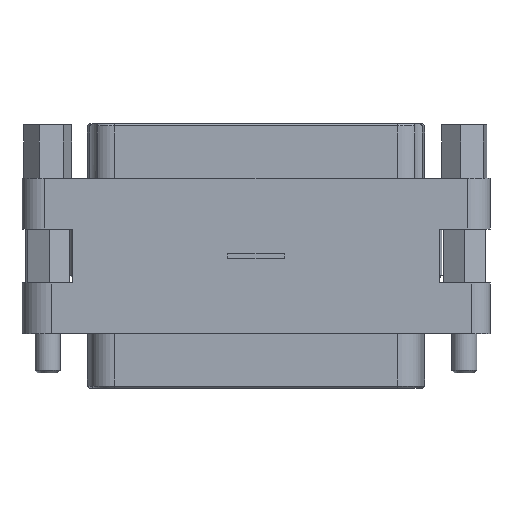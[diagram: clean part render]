
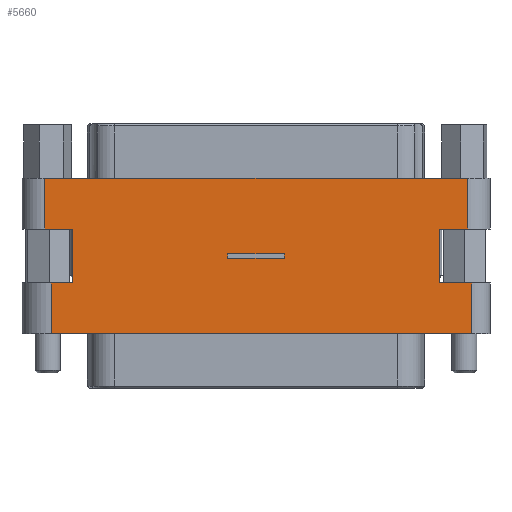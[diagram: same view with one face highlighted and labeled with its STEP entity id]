
A CAD part, front view. The second image highlights one B-rep face of the part: STEP entity #5660.
In plain terms, the highlighted planar face has unit normal (0, -1, 0).
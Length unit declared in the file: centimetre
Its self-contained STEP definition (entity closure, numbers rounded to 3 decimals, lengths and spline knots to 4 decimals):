
#395=VECTOR('',#6186,1.);
#412=VECTOR('',#6210,1.);
#473=VECTOR('',#6372,1.);
#554=VECTOR('',#6832,1.);
#562=VECTOR('',#6869,1.);
#569=VECTOR('',#6892,1.);
#572=VECTOR('',#6897,1.);
#593=VECTOR('',#7200,1.);
#597=VECTOR('',#7210,1.);
#599=VECTOR('',#7215,1.);
#600=VECTOR('',#7216,1.);
#601=VECTOR('',#7218,1.);
#602=VECTOR('',#7219,1.);
#603=VECTOR('',#7220,1.);
#688=LINE('',#7865,#395);
#705=LINE('',#7899,#412);
#766=LINE('',#8133,#473);
#847=LINE('',#8575,#554);
#855=LINE('',#8618,#562);
#862=LINE('',#8640,#569);
#865=LINE('',#8644,#572);
#886=LINE('',#8941,#593);
#890=LINE('',#8953,#597);
#892=LINE('',#8958,#599);
#893=LINE('',#8959,#600);
#894=LINE('',#8962,#601);
#895=LINE('',#8964,#602);
#896=LINE('',#8965,#603);
#1087=VERTEX_POINT('',#7864);
#1088=VERTEX_POINT('',#7866);
#1100=VERTEX_POINT('',#7900);
#1162=VERTEX_POINT('',#8134);
#1163=VERTEX_POINT('',#8135);
#1308=VERTEX_POINT('',#8574);
#1309=VERTEX_POINT('',#8576);
#1318=VERTEX_POINT('',#8594);
#1319=VERTEX_POINT('',#8595);
#1328=VERTEX_POINT('',#8617);
#1329=VERTEX_POINT('',#8619);
#1424=VERTEX_POINT('',#8940);
#1429=VERTEX_POINT('',#8952);
#1430=VERTEX_POINT('',#8960);
#1431=VERTEX_POINT('',#8963);
#1432=VERTEX_POINT('',#8966);
#2025=EDGE_CURVE('',#1088,#1087,#688,.T.);
#2044=EDGE_CURVE('',#1100,#1088,#705,.T.);
#2150=EDGE_CURVE('',#1162,#1163,#766,.T.);
#2330=EDGE_CURVE('',#1309,#1308,#847,.T.);
#2342=EDGE_CURVE('',#1319,#1318,#847,.T.);
#2352=EDGE_CURVE('',#1328,#1329,#855,.T.);
#2363=EDGE_CURVE('',#1328,#1309,#862,.T.);
#2366=EDGE_CURVE('',#1329,#1318,#865,.T.);
#2472=EDGE_CURVE('',#1087,#1424,#886,.T.);
#2482=EDGE_CURVE('',#1429,#1308,#890,.T.);
#2485=EDGE_CURVE('',#1424,#1100,#892,.T.);
#2486=EDGE_CURVE('',#1430,#1319,#893,.T.);
#2488=EDGE_CURVE('',#1429,#1431,#894,.T.);
#2489=EDGE_CURVE('',#1163,#1431,#895,.T.);
#2490=EDGE_CURVE('',#1162,#1432,#896,.T.);
#2491=EDGE_CURVE('',#1432,#1430,#894,.T.);
#3754=ORIENTED_EDGE('',*,*,#2482,.F.);
#3755=ORIENTED_EDGE('',*,*,#2488,.T.);
#3756=ORIENTED_EDGE('',*,*,#2489,.F.);
#3757=ORIENTED_EDGE('',*,*,#2150,.F.);
#3758=ORIENTED_EDGE('',*,*,#2490,.T.);
#3759=ORIENTED_EDGE('',*,*,#2491,.T.);
#3760=ORIENTED_EDGE('',*,*,#2486,.T.);
#3761=ORIENTED_EDGE('',*,*,#2342,.T.);
#3762=ORIENTED_EDGE('',*,*,#2366,.F.);
#3763=ORIENTED_EDGE('',*,*,#2352,.F.);
#3764=ORIENTED_EDGE('',*,*,#2363,.T.);
#3765=ORIENTED_EDGE('',*,*,#2330,.T.);
#3766=ORIENTED_EDGE('',*,*,#2025,.T.);
#3767=ORIENTED_EDGE('',*,*,#2472,.T.);
#3768=ORIENTED_EDGE('',*,*,#2485,.T.);
#3769=ORIENTED_EDGE('',*,*,#2044,.T.);
#4524=EDGE_LOOP('',(#3754,#3755,#3756,#3757,#3758,#3759,#3760,#3761,#3762,
#3763,#3764,#3765));
#4525=EDGE_LOOP('',(#3766,#3767,#3768,#3769));
#5197=FACE_BOUND('',#4524,.T.);
#5198=FACE_BOUND('',#4525,.T.);
#5660=ADVANCED_FACE('',(#5197,#5198),#5830,.T.);
#5830=PLANE('',#9720);
#6186=DIRECTION('',(0.,0.,1.));
#6210=DIRECTION('',(-1.,0.,0.));
#6372=DIRECTION('',(1.,0.,0.));
#6832=DIRECTION('',(-1.,0.,0.));
#6869=DIRECTION('',(-1.,0.,0.));
#6892=DIRECTION('',(0.,0.,1.));
#6897=DIRECTION('',(0.,0.,1.));
#7200=DIRECTION('',(1.,0.,0.));
#7210=DIRECTION('',(0.,0.,-1.));
#7215=DIRECTION('',(0.,0.,-1.));
#7216=DIRECTION('',(0.,0.,-1.));
#7217=DIRECTION('',(0.,-1.,0.));
#7218=DIRECTION('',(1.,0.,0.));
#7219=DIRECTION('',(0.,0.,-1.));
#7220=DIRECTION('',(0.,0.,-1.));
#7864=CARTESIAN_POINT('',(-0.3175,-0.4699,-0.8509));
#7865=CARTESIAN_POINT('',(-0.3175,-0.4699,-0.4382));
#7866=CARTESIAN_POINT('',(-0.3175,-0.4699,-0.9017));
#7899=CARTESIAN_POINT('',(0.0456,-0.4699,-0.9017));
#7900=CARTESIAN_POINT('',(0.3175,-0.4699,-0.9017));
#8133=CARTESIAN_POINT('',(-2.3876,-0.4699,0.));
#8134=CARTESIAN_POINT('',(-2.3876,-0.4699,0.));
#8135=CARTESIAN_POINT('',(2.3876,-0.4699,0.));
#8574=CARTESIAN_POINT('',(2.0765,-0.4699,-1.1811));
#8575=CARTESIAN_POINT('',(2.4367,-0.4699,-1.1811));
#8576=CARTESIAN_POINT('',(2.4367,-0.4699,-1.1811));
#8594=CARTESIAN_POINT('',(-2.3103,-0.4699,-1.1811));
#8595=CARTESIAN_POINT('',(-2.0765,-0.4699,-1.1811));
#8617=CARTESIAN_POINT('',(2.4367,-0.4699,-1.7526));
#8618=CARTESIAN_POINT('',(2.4367,-0.4699,-1.7526));
#8619=CARTESIAN_POINT('',(-2.3103,-0.4699,-1.7526));
#8640=CARTESIAN_POINT('',(2.4367,-0.4699,-1.7526));
#8644=CARTESIAN_POINT('',(-2.3103,-0.4699,-1.7526));
#8940=CARTESIAN_POINT('',(0.3175,-0.4699,-0.8509));
#8941=CARTESIAN_POINT('',(-0.014,-0.4699,-0.8509));
#8952=CARTESIAN_POINT('',(2.0765,-0.4699,-0.5715));
#8953=CARTESIAN_POINT('',(2.0765,-0.4699,0.));
#8958=CARTESIAN_POINT('',(0.3175,-0.4699,-0.4382));
#8959=CARTESIAN_POINT('',(-2.0765,-0.4699,0.));
#8960=CARTESIAN_POINT('',(-2.0765,-0.4699,-0.5715));
#8961=CARTESIAN_POINT('',(0.,-0.4699,0.));
#8962=CARTESIAN_POINT('',(-2.3876,-0.4699,-0.5715));
#8963=CARTESIAN_POINT('',(2.3876,-0.4699,-0.5715));
#8964=CARTESIAN_POINT('',(2.3876,-0.4699,0.));
#8965=CARTESIAN_POINT('',(-2.3876,-0.4699,0.));
#8966=CARTESIAN_POINT('',(-2.3876,-0.4699,-0.5715));
#9720=AXIS2_PLACEMENT_3D('',#8961,#7217,$);
